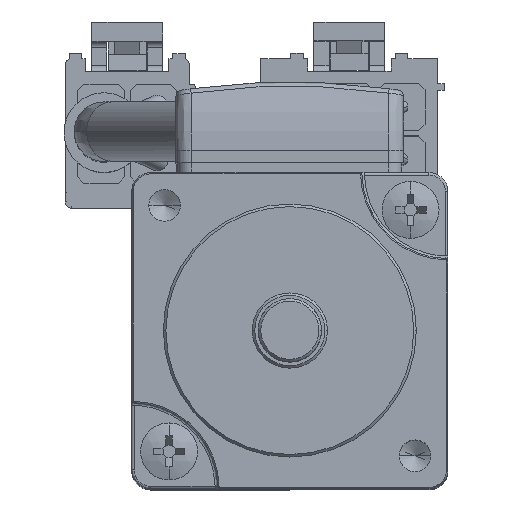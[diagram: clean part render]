
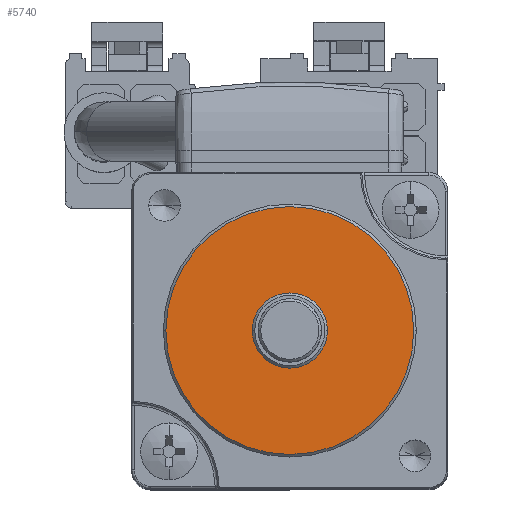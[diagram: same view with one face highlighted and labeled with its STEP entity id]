
A CAD part, top view. The second image highlights one B-rep face of the part: STEP entity #5740.
In plain terms, the highlighted planar face has unit normal (0, 0, 1).
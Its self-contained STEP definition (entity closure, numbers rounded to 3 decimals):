
#430 = EDGE_CURVE ( 'NONE', #17681, #20468, #20617, .T. ) ;
#1436 = CARTESIAN_POINT ( 'NONE',  ( -9.8, 0., 18.625 ) ) ;
#2415 = ORIENTED_EDGE ( 'NONE', *, *, #15071, .F. ) ;
#3337 = FACE_BOUND ( 'NONE', #10548, .T. ) ;
#3421 = AXIS2_PLACEMENT_3D ( 'NONE', #21562, #5386, #17695 ) ;
#4426 = CIRCLE ( 'NONE', #3421, 9.8 ) ;
#4651 = AXIS2_PLACEMENT_3D ( 'NONE', #7448, #23384, #19915 ) ;
#5386 = DIRECTION ( 'NONE',  ( 0., 0., -1. ) ) ;
#5740 = ADVANCED_FACE ( 'NONE', ( #23094, #3337 ), #6873, .T. ) ;
#6743 = EDGE_CURVE ( 'NONE', #8892, #18938, #4426, .T. ) ;
#6873 = PLANE ( 'NONE',  #18217 ) ;
#7448 = CARTESIAN_POINT ( 'NONE',  ( 0., 0., 18.625 ) ) ;
#7548 = EDGE_CURVE ( 'NONE', #20468, #17681, #18209, .T. ) ;
#8195 = CARTESIAN_POINT ( 'NONE',  ( 0., 0., 18.625 ) ) ;
#8411 = AXIS2_PLACEMENT_3D ( 'NONE', #8195, #22638, #11823 ) ;
#8610 = CIRCLE ( 'NONE', #4651, 9.8 ) ;
#8793 = DIRECTION ( 'NONE',  ( 0., 0., 1. ) ) ;
#8892 = VERTEX_POINT ( 'NONE', #14783 ) ;
#10155 = EDGE_LOOP ( 'NONE', ( #2415, #13603 ) ) ;
#10548 = EDGE_LOOP ( 'NONE', ( #12266, #14254 ) ) ;
#11823 = DIRECTION ( 'NONE',  ( -1., 0., 0. ) ) ;
#12253 = DIRECTION ( 'NONE',  ( 0., 0., -1. ) ) ;
#12266 = ORIENTED_EDGE ( 'NONE', *, *, #7548, .T. ) ;
#13603 = ORIENTED_EDGE ( 'NONE', *, *, #6743, .F. ) ;
#14125 = DIRECTION ( 'NONE',  ( -1., 0., 0. ) ) ;
#14254 = ORIENTED_EDGE ( 'NONE', *, *, #430, .T. ) ;
#14783 = CARTESIAN_POINT ( 'NONE',  ( 9.8, 0., 18.625 ) ) ;
#15071 = EDGE_CURVE ( 'NONE', #18938, #8892, #8610, .T. ) ;
#16463 = AXIS2_PLACEMENT_3D ( 'NONE', #17697, #12253, #14125 ) ;
#16849 = CARTESIAN_POINT ( 'NONE',  ( 2.975, 0., 18.625 ) ) ;
#17499 = CARTESIAN_POINT ( 'NONE',  ( -2.975, 0., 18.625 ) ) ;
#17681 = VERTEX_POINT ( 'NONE', #16849 ) ;
#17695 = DIRECTION ( 'NONE',  ( -1., 0., 0. ) ) ;
#17697 = CARTESIAN_POINT ( 'NONE',  ( 0., 0., 18.625 ) ) ;
#18209 = CIRCLE ( 'NONE', #8411, 2.975 ) ;
#18217 = AXIS2_PLACEMENT_3D ( 'NONE', #19597, #8793, #19528 ) ;
#18938 = VERTEX_POINT ( 'NONE', #1436 ) ;
#19528 = DIRECTION ( 'NONE',  ( 1., 0., 0. ) ) ;
#19597 = CARTESIAN_POINT ( 'NONE',  ( 0., 0., 18.625 ) ) ;
#19915 = DIRECTION ( 'NONE',  ( -1., 0., 0. ) ) ;
#20468 = VERTEX_POINT ( 'NONE', #17499 ) ;
#20617 = CIRCLE ( 'NONE', #16463, 2.975 ) ;
#21562 = CARTESIAN_POINT ( 'NONE',  ( 0., 0., 18.625 ) ) ;
#22638 = DIRECTION ( 'NONE',  ( 0., 0., -1. ) ) ;
#23094 = FACE_OUTER_BOUND ( 'NONE', #10155, .T. ) ;
#23384 = DIRECTION ( 'NONE',  ( 0., 0., -1. ) ) ;
